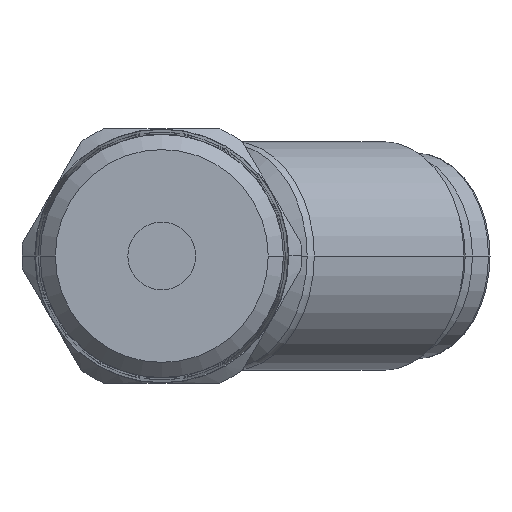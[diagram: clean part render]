
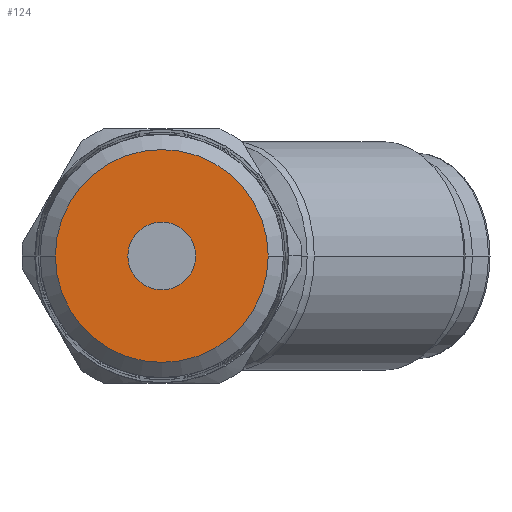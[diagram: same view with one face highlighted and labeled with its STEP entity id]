
A CAD part, front view. The second image highlights one B-rep face of the part: STEP entity #124.
In plain terms, the highlighted planar face has unit normal (0, -1, 0).
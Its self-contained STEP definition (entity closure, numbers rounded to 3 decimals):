
#124=ADVANCED_FACE('',(#291,#292),#293,.T.);
#291=FACE_BOUND('',#459,.T.);
#292=FACE_OUTER_BOUND('',#460,.T.);
#293=PLANE('',#461);
#459=EDGE_LOOP('',(#1052,#1053));
#460=EDGE_LOOP('',(#1054,#1055));
#461=AXIS2_PLACEMENT_3D('',#1056,#1057,#1058);
#1052=ORIENTED_EDGE('',*,*,#1147,.T.);
#1053=ORIENTED_EDGE('',*,*,#1161,.T.);
#1054=ORIENTED_EDGE('',*,*,#1064,.F.);
#1055=ORIENTED_EDGE('',*,*,#1238,.F.);
#1056=CARTESIAN_POINT('',(2.095,-6.5,0.0));
#1057=DIRECTION('',(-0.0,-1.0,-0.0));
#1058=DIRECTION('',(-1.0,0.0,0.0));
#1064=EDGE_CURVE('',#1247,#1250,#1251,.T.);
#1147=EDGE_CURVE('',#1398,#1402,#1404,.T.);
#1161=EDGE_CURVE('',#1402,#1398,#1425,.T.);
#1238=EDGE_CURVE('',#1250,#1247,#1531,.T.);
#1247=VERTEX_POINT('',#1542);
#1250=VERTEX_POINT('',#1546);
#1251=CIRCLE('',#1547,4.189);
#1398=VERTEX_POINT('',#1766);
#1402=VERTEX_POINT('',#1771);
#1404=CIRCLE('',#1774,1.333);
#1425=CIRCLE('',#1797,1.333);
#1531=CIRCLE('',#2133,4.189);
#1542=CARTESIAN_POINT('',(4.189,-6.5,0.0));
#1546=CARTESIAN_POINT('',(-4.189,-6.5,0.));
#1547=AXIS2_PLACEMENT_3D('',#2143,#2144,#2145);
#1766=CARTESIAN_POINT('',(1.333,-6.5,0.0));
#1771=CARTESIAN_POINT('',(-1.333,-6.5,0.));
#1774=AXIS2_PLACEMENT_3D('',#2320,#2321,#2322);
#1797=AXIS2_PLACEMENT_3D('',#2358,#2359,#2360);
#2133=AXIS2_PLACEMENT_3D('',#2509,#2510,#2511);
#2143=CARTESIAN_POINT('',(0.0,-6.5,0.0));
#2144=DIRECTION('',(-0.0,1.0,0.0));
#2145=DIRECTION('',(1.0,0.0,0.0));
#2320=CARTESIAN_POINT('',(0.0,-6.5,0.0));
#2321=DIRECTION('',(-0.0,1.0,0.0));
#2322=DIRECTION('',(1.0,0.0,0.0));
#2358=CARTESIAN_POINT('',(0.0,-6.5,0.0));
#2359=DIRECTION('',(-0.0,1.0,0.0));
#2360=DIRECTION('',(1.0,0.0,0.0));
#2509=CARTESIAN_POINT('',(0.0,-6.5,0.0));
#2510=DIRECTION('',(-0.0,1.0,0.0));
#2511=DIRECTION('',(1.0,0.0,0.0));
